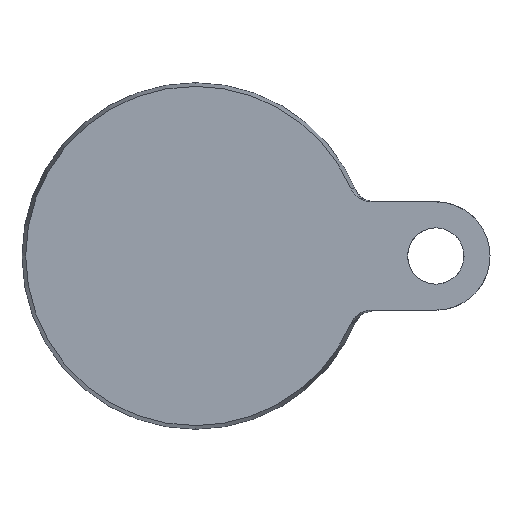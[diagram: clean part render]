
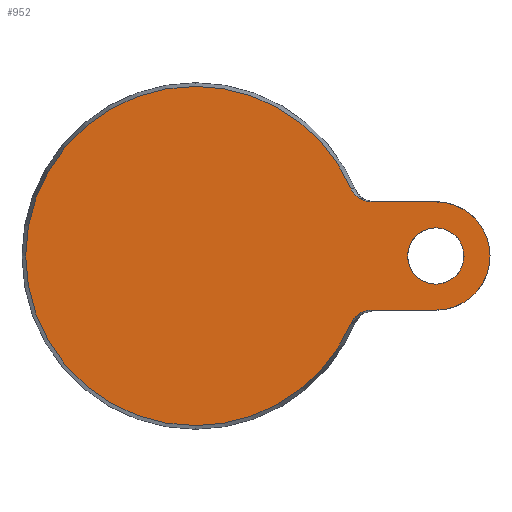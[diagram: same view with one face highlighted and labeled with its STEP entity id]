
A CAD part, front view. The second image highlights one B-rep face of the part: STEP entity #952.
In plain terms, the highlighted planar face has unit normal (0, -1, 0).
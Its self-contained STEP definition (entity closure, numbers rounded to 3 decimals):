
#7 = CARTESIAN_POINT ( 'NONE',  ( 40.085, 0., -12.5 ) ) ;
#14 = CARTESIAN_POINT ( 'NONE',  ( 40.579, 0., -12.5 ) ) ;
#24 = DIRECTION ( 'NONE',  ( 0., -1., 0. ) ) ;
#30 = CARTESIAN_POINT ( 'NONE',  ( 55.5, 0., 12.5 ) ) ;
#33 = VERTEX_POINT ( 'NONE', #868 ) ;
#36 = CARTESIAN_POINT ( 'NONE',  ( 38.663, 0., -12.866 ) ) ;
#45 = CARTESIAN_POINT ( 'NONE',  ( 40.579, 0., 12.5 ) ) ;
#51 = CARTESIAN_POINT ( 'NONE',  ( 36.861, 0., 14.101 ) ) ;
#73 = DIRECTION ( 'NONE',  ( 0., 0., -1. ) ) ;
#95 = EDGE_CURVE ( 'NONE', #500, #1300, #703, .T. ) ;
#98 = CARTESIAN_POINT ( 'NONE',  ( 55.5, 0., -12.5 ) ) ;
#107 = CIRCLE ( 'NONE', #1047, 39.143 ) ;
#123 = CARTESIAN_POINT ( 'NONE',  ( 37.591, 0., -13.458 ) ) ;
#136 = CARTESIAN_POINT ( 'NONE',  ( 36.124, 0., -15.081 ) ) ;
#143 = FACE_BOUND ( 'NONE', #1345, .T. ) ;
#154 = CARTESIAN_POINT ( 'NONE',  ( 38.008, 0., 13.187 ) ) ;
#156 = DIRECTION ( 'NONE',  ( 0., 0., 1. ) ) ;
#210 = EDGE_LOOP ( 'NONE', ( #800, #231, #780, #413, #960, #431, #554, #395 ) ) ;
#221 = CARTESIAN_POINT ( 'NONE',  ( 0., 0., 39.143 ) ) ;
#231 = ORIENTED_EDGE ( 'NONE', *, *, #95, .T. ) ;
#233 = CARTESIAN_POINT ( 'NONE',  ( 38.891, 0., -12.781 ) ) ;
#240 = DIRECTION ( 'NONE',  ( 0., 1., 0. ) ) ;
#249 = PLANE ( 'NONE',  #354 ) ;
#252 = CARTESIAN_POINT ( 'NONE',  ( 35.928, 0., 15.535 ) ) ;
#260 = LINE ( 'NONE', #1226, #600 ) ;
#263 = CARTESIAN_POINT ( 'NONE',  ( 40.085, 0., 12.5 ) ) ;
#269 = DIRECTION ( 'NONE',  ( 0., -1., 0. ) ) ;
#313 = DIRECTION ( 'NONE',  ( 0., 1., 0. ) ) ;
#337 = ORIENTED_EDGE ( 'NONE', *, *, #361, .T. ) ;
#351 = CARTESIAN_POINT ( 'NONE',  ( 0., 0., -39.143 ) ) ;
#354 = AXIS2_PLACEMENT_3D ( 'NONE', #691, #574, #156 ) ;
#361 = EDGE_CURVE ( 'NONE', #540, #1209, #1289, .T. ) ;
#362 = VERTEX_POINT ( 'NONE', #351 ) ;
#371 = CARTESIAN_POINT ( 'NONE',  ( 0., 0., 0. ) ) ;
#380 = EDGE_CURVE ( 'NONE', #1309, #33, #506, .T. ) ;
#384 = CARTESIAN_POINT ( 'NONE',  ( 38.221, 0., 13.07 ) ) ;
#395 = ORIENTED_EDGE ( 'NONE', *, *, #1083, .F. ) ;
#413 = ORIENTED_EDGE ( 'NONE', *, *, #671, .T. ) ;
#416 = EDGE_CURVE ( 'NONE', #1209, #540, #599, .T. ) ;
#431 = ORIENTED_EDGE ( 'NONE', *, *, #380, .T. ) ;
#450 = DIRECTION ( 'NONE',  ( 0., 0., -1. ) ) ;
#451 = CARTESIAN_POINT ( 'NONE',  ( 36.857, 0., -14.106 ) ) ;
#458 = CARTESIAN_POINT ( 'NONE',  ( 55.5, 0., 0. ) ) ;
#462 = CARTESIAN_POINT ( 'NONE',  ( 15., 0., 12.5 ) ) ;
#478 = EDGE_CURVE ( 'NONE', #1300, #835, #578, .T. ) ;
#500 = VERTEX_POINT ( 'NONE', #45 ) ;
#506 = B_SPLINE_CURVE_WITH_KNOTS ( 'NONE', 3,
 ( #866, #136, #772, #451, #884, #681, #123, #982, #989, #36, #233, #549, #7, #14 ),
 .UNSPECIFIED., .F., .F.,
 ( 4, 2, 2, 2, 2, 2, 4 ),
 ( 0., 0.001, 0.002, 0.003, 0.004, 0.004, 0.006 ),
 .UNSPECIFIED. ) ;
#540 = VERTEX_POINT ( 'NONE', #801 ) ;
#549 = CARTESIAN_POINT ( 'NONE',  ( 39.592, 0., -12.572 ) ) ;
#554 = ORIENTED_EDGE ( 'NONE', *, *, #570, .F. ) ;
#570 = EDGE_CURVE ( 'NONE', #668, #33, #260, .T. ) ;
#571 = DIRECTION ( 'NONE',  ( 0., 0., 1. ) ) ;
#574 = DIRECTION ( 'NONE',  ( 0., 1., 0. ) ) ;
#577 = CARTESIAN_POINT ( 'NONE',  ( 38.897, 0., 12.778 ) ) ;
#578 = CIRCLE ( 'NONE', #1353, 39.143 ) ;
#586 = CARTESIAN_POINT ( 'NONE',  ( 37.4, 0., 13.603 ) ) ;
#592 = CARTESIAN_POINT ( 'NONE',  ( 37.598, 0., 13.453 ) ) ;
#599 = CIRCLE ( 'NONE', #1335, 6.5 ) ;
#600 = VECTOR ( 'NONE', #604, 1000. ) ;
#604 = DIRECTION ( 'NONE',  ( -1., 0., 0. ) ) ;
#663 = CARTESIAN_POINT ( 'NONE',  ( 55.5, 0., -6.5 ) ) ;
#668 = VERTEX_POINT ( 'NONE', #98 ) ;
#671 = EDGE_CURVE ( 'NONE', #835, #362, #107, .T. ) ;
#681 = CARTESIAN_POINT ( 'NONE',  ( 37.397, 0., -13.606 ) ) ;
#691 = CARTESIAN_POINT ( 'NONE',  ( -39.143, 0., 0. ) ) ;
#695 = VECTOR ( 'NONE', #1323, 1000. ) ;
#703 = B_SPLINE_CURVE_WITH_KNOTS ( 'NONE', 3,
 ( #705, #263, #916, #577, #926, #384, #154, #592, #586, #1339, #51, #810, #1234, #252 ),
 .UNSPECIFIED., .F., .F.,
 ( 4, 2, 2, 2, 2, 2, 4 ),
 ( 0., 0.001, 0.002, 0.003, 0.004, 0.004, 0.006 ),
 .UNSPECIFIED. ) ;
#705 = CARTESIAN_POINT ( 'NONE',  ( 40.579, 0., 12.5 ) ) ;
#717 = VERTEX_POINT ( 'NONE', #30 ) ;
#772 = CARTESIAN_POINT ( 'NONE',  ( 36.381, 0., -14.668 ) ) ;
#777 = CARTESIAN_POINT ( 'NONE',  ( 0., 0., 0. ) ) ;
#780 = ORIENTED_EDGE ( 'NONE', *, *, #478, .T. ) ;
#793 = ORIENTED_EDGE ( 'NONE', *, *, #416, .T. ) ;
#799 = EDGE_CURVE ( 'NONE', #362, #1309, #1199, .T. ) ;
#800 = ORIENTED_EDGE ( 'NONE', *, *, #848, .F. ) ;
#801 = CARTESIAN_POINT ( 'NONE',  ( 55.5, 0., 6.5 ) ) ;
#810 = CARTESIAN_POINT ( 'NONE',  ( 36.388, 0., 14.659 ) ) ;
#833 = CARTESIAN_POINT ( 'NONE',  ( 35.928, 0., 15.535 ) ) ;
#835 = VERTEX_POINT ( 'NONE', #221 ) ;
#841 = DIRECTION ( 'NONE',  ( 0., 0., -1. ) ) ;
#848 = EDGE_CURVE ( 'NONE', #500, #717, #1122, .T. ) ;
#853 = CARTESIAN_POINT ( 'NONE',  ( 55.5, 0., 0. ) ) ;
#866 = CARTESIAN_POINT ( 'NONE',  ( 35.928, 0., -15.535 ) ) ;
#868 = CARTESIAN_POINT ( 'NONE',  ( 40.579, 0., -12.5 ) ) ;
#884 = CARTESIAN_POINT ( 'NONE',  ( 37.031, 0., -13.929 ) ) ;
#916 = CARTESIAN_POINT ( 'NONE',  ( 39.603, 0., 12.57 ) ) ;
#926 = CARTESIAN_POINT ( 'NONE',  ( 38.665, 0., 12.866 ) ) ;
#952 = ADVANCED_FACE ( 'NONE', ( #1329, #143 ), #249, .F. ) ;
#959 = CARTESIAN_POINT ( 'NONE',  ( 55.5, 0., 0. ) ) ;
#960 = ORIENTED_EDGE ( 'NONE', *, *, #799, .T. ) ;
#982 = CARTESIAN_POINT ( 'NONE',  ( 38., 0., -13.192 ) ) ;
#989 = CARTESIAN_POINT ( 'NONE',  ( 38.218, 0., -13.072 ) ) ;
#1007 = DIRECTION ( 'NONE',  ( 0., 0., -1. ) ) ;
#1036 = CARTESIAN_POINT ( 'NONE',  ( 0., 0., 0. ) ) ;
#1039 = CARTESIAN_POINT ( 'NONE',  ( 35.928, 0., -15.535 ) ) ;
#1040 = DIRECTION ( 'NONE',  ( 0., 1., 0. ) ) ;
#1047 = AXIS2_PLACEMENT_3D ( 'NONE', #1036, #1370, #73 ) ;
#1050 = AXIS2_PLACEMENT_3D ( 'NONE', #853, #313, #1163 ) ;
#1083 = EDGE_CURVE ( 'NONE', #717, #668, #1357, .T. ) ;
#1122 = LINE ( 'NONE', #462, #695 ) ;
#1134 = AXIS2_PLACEMENT_3D ( 'NONE', #959, #1040, #841 ) ;
#1163 = DIRECTION ( 'NONE',  ( 0., 0., 1. ) ) ;
#1199 = CIRCLE ( 'NONE', #1382, 39.143 ) ;
#1209 = VERTEX_POINT ( 'NONE', #663 ) ;
#1226 = CARTESIAN_POINT ( 'NONE',  ( 15., 0., -12.5 ) ) ;
#1234 = CARTESIAN_POINT ( 'NONE',  ( 36.124, 0., 15.081 ) ) ;
#1289 = CIRCLE ( 'NONE', #1050, 6.5 ) ;
#1300 = VERTEX_POINT ( 'NONE', #833 ) ;
#1309 = VERTEX_POINT ( 'NONE', #1039 ) ;
#1323 = DIRECTION ( 'NONE',  ( 1., 0., 0. ) ) ;
#1329 = FACE_OUTER_BOUND ( 'NONE', #210, .T. ) ;
#1335 = AXIS2_PLACEMENT_3D ( 'NONE', #458, #240, #571 ) ;
#1339 = CARTESIAN_POINT ( 'NONE',  ( 37.032, 0., 13.927 ) ) ;
#1345 = EDGE_LOOP ( 'NONE', ( #793, #337 ) ) ;
#1353 = AXIS2_PLACEMENT_3D ( 'NONE', #371, #269, #1007 ) ;
#1357 = CIRCLE ( 'NONE', #1134, 12.5 ) ;
#1370 = DIRECTION ( 'NONE',  ( 0., -1., 0. ) ) ;
#1382 = AXIS2_PLACEMENT_3D ( 'NONE', #777, #24, #450 ) ;
